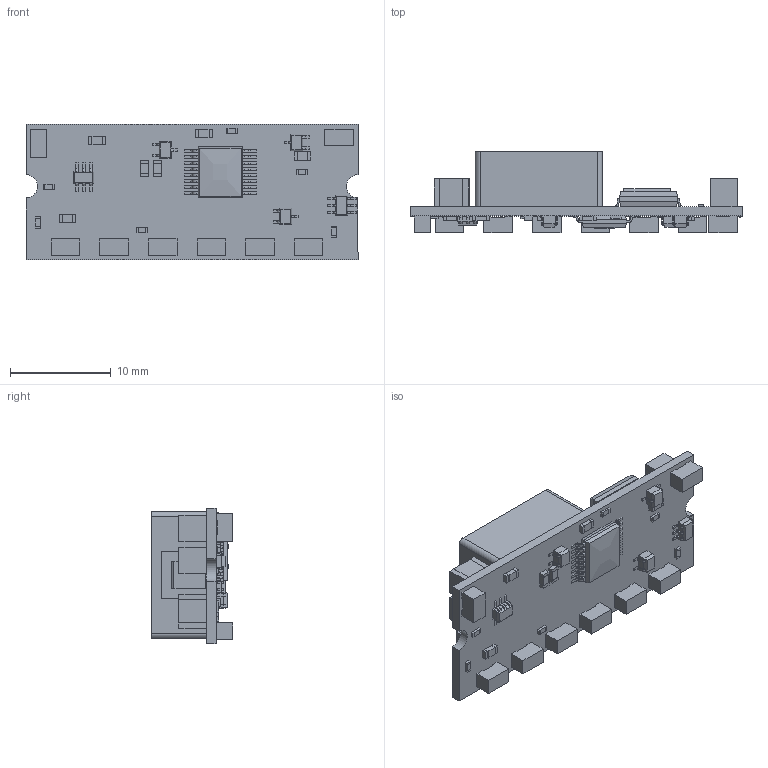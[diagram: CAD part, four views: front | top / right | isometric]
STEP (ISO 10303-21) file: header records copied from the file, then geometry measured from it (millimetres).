
FILE_DESCRIPTION (( 'STEP AP214' ), '1' );
FILE_NAME ('VPDEFAU0807203229450.step', '2008-08-08T00:03:44', ( 'SysAdmin' ), ( 'SolidWorks' ), 'SwSTEP 2.0', 'SolidWorks 2008', '' );
FILE_SCHEMA (( 'AUTOMOTIVE_DESIGN' ));
Length unit declared in the file: millimetre
Products named in the file (12): CUI-DEFAULT_SMT_RESISTOR_275MM_TALL; CUI-DEFAULT_SMT_16_LEAD_MICRO; CUI-DEFAULT_SMT_RECT_HDR_284_LG; CUI-DEFAULT_SMT_6_LEAD_DISCRETE; CUI-DEFAULT_SMT_RESISTOR_0402; VPDEFAU0807203229450; CUI-DEFAULT_CUI_SMT_8_PIN_II; CUI-DEFAULT_SMT_8_PIN; CUI-DEFAULT_PCB_VPOL10A-12W-SMT; CUI-DEFAULT_SMT_3_LEAD_DISCRETE; CUI-DEFAULT_SMT_INDUCTOR_126x126mm; CUI-DEFAULT_SMT_RESISTOR_0603_0603
Assembly tree (36 placements, depth 2):
  VPDEFAU0807203229450
    CUI-DEFAULT_SMT_RECT_HDR_284_LG  x8
    CUI-DEFAULT_SMT_3_LEAD_DISCRETE  x3
    CUI-DEFAULT_SMT_6_LEAD_DISCRETE  x2
    CUI-DEFAULT_SMT_RESISTOR_0402  x7
    CUI-DEFAULT_SMT_RESISTOR_0603_0603  x6
    CUI-DEFAULT_SMT_RESISTOR_275MM_TALL  x5
    CUI-DEFAULT_CUI_SMT_8_PIN_II
    CUI-DEFAULT_PCB_VPOL10A-12W-SMT
    CUI-DEFAULT_SMT_8_PIN
    CUI-DEFAULT_SMT_INDUCTOR_126x126mm
    CUI-DEFAULT_SMT_16_LEAD_MICRO
Bounding box: 33 x 8.08 x 13.46 mm (x, y, z)
Volume: 1565.6 mm3; surface area: 2432.3 mm2
Topology: 36 solids, 36 shells, 1136 faces, 2929 edges, 1938 vertices
Faces by surface type: plane 911, cylinder 224, bspline 1
Entity records: 28966 total; most frequent: CARTESIAN_POINT 3793, ORIENTED_EDGE 3674, DIRECTION 3641, EDGE_CURVE 1837, VECTOR 1485, LINE 1485, VERTEX_POINT 1214, AXIS2_PLACEMENT_3D 1078
